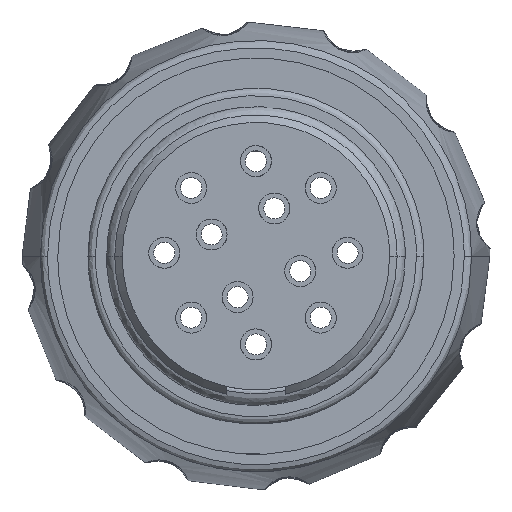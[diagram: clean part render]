
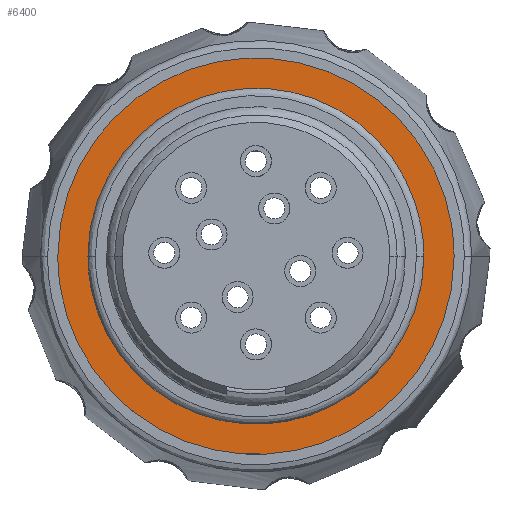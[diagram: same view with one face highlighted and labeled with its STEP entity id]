
A CAD part, left-side view. The second image highlights one B-rep face of the part: STEP entity #6400.
In plain terms, the highlighted free-form (B-spline) face has degree [1, 1] with [2, 2] control points.
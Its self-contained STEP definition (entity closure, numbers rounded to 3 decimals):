
#6369 = VERTEX_POINT('',#6370);
#6370 = CARTESIAN_POINT('',(-47.209,-6.875,
    0.));
#6375 = EDGE_CURVE('',#6376,#6369,#6378,.T.);
#6376 = VERTEX_POINT('',#6377);
#6377 = CARTESIAN_POINT('',(-47.209,6.875,0.));
#6378 = ( BOUNDED_CURVE() B_SPLINE_CURVE(2,(#6379,#6380,#6381,#6382,
#6383),.UNSPECIFIED.,.F.,.F.) B_SPLINE_CURVE_WITH_KNOTS((3,2,3),(0.,
1.571,3.142),.PIECEWISE_BEZIER_KNOTS.) CURVE() 
GEOMETRIC_REPRESENTATION_ITEM() RATIONAL_B_SPLINE_CURVE((1.,
0.707,1.,0.707,1.)) REPRESENTATION_ITEM('') );
#6379 = CARTESIAN_POINT('',(-47.209,6.875,0.));
#6380 = CARTESIAN_POINT('',(-47.209,6.875,
    6.875));
#6381 = CARTESIAN_POINT('',(-47.209,0.,
    6.875));
#6382 = CARTESIAN_POINT('',(-47.209,-6.875,
    6.875));
#6383 = CARTESIAN_POINT('',(-47.209,-6.875,
    0.));
#6400 = ADVANCED_FACE('',(#6401,#6412),#6434,.T.);
#6401 = FACE_BOUND('',#6402,.T.);
#6402 = EDGE_LOOP('',(#6403,#6404));
#6403 = ORIENTED_EDGE('',*,*,#6375,.T.);
#6404 = ORIENTED_EDGE('',*,*,#6405,.T.);
#6405 = EDGE_CURVE('',#6369,#6376,#6406,.T.);
#6406 = ( BOUNDED_CURVE() B_SPLINE_CURVE(2,(#6407,#6408,#6409,#6410,
#6411),.UNSPECIFIED.,.F.,.F.) B_SPLINE_CURVE_WITH_KNOTS((3,2,3),(
    3.142,4.712,6.283),
.PIECEWISE_BEZIER_KNOTS.) CURVE() GEOMETRIC_REPRESENTATION_ITEM() 
RATIONAL_B_SPLINE_CURVE((1.,0.707,1.,0.707,1.)) 
REPRESENTATION_ITEM('') );
#6407 = CARTESIAN_POINT('',(-47.209,-6.875,
    0.));
#6408 = CARTESIAN_POINT('',(-47.209,-6.875,
    -6.875));
#6409 = CARTESIAN_POINT('',(-47.209,0.,
    -6.875));
#6410 = CARTESIAN_POINT('',(-47.209,6.875,
    -6.875));
#6411 = CARTESIAN_POINT('',(-47.209,6.875,
    0.));
#6412 = FACE_BOUND('',#6413,.T.);
#6413 = EDGE_LOOP('',(#6414,#6426));
#6414 = ORIENTED_EDGE('',*,*,#6415,.F.);
#6415 = EDGE_CURVE('',#6416,#6418,#6420,.T.);
#6416 = VERTEX_POINT('',#6417);
#6417 = CARTESIAN_POINT('',(-47.209,8.111,0.));
#6418 = VERTEX_POINT('',#6419);
#6419 = CARTESIAN_POINT('',(-47.209,-8.111,
    0.));
#6420 = ( BOUNDED_CURVE() B_SPLINE_CURVE(2,(#6421,#6422,#6423,#6424,
#6425),.UNSPECIFIED.,.F.,.F.) B_SPLINE_CURVE_WITH_KNOTS((3,2,3),(0.,
1.571,3.142),.PIECEWISE_BEZIER_KNOTS.) CURVE() 
GEOMETRIC_REPRESENTATION_ITEM() RATIONAL_B_SPLINE_CURVE((1.,
0.707,1.,0.707,1.)) REPRESENTATION_ITEM('') );
#6421 = CARTESIAN_POINT('',(-47.209,8.111,0.));
#6422 = CARTESIAN_POINT('',(-47.209,8.111,
    8.111));
#6423 = CARTESIAN_POINT('',(-47.209,0.,
    8.111));
#6424 = CARTESIAN_POINT('',(-47.209,-8.111,
    8.111));
#6425 = CARTESIAN_POINT('',(-47.209,-8.111,
    0.));
#6426 = ORIENTED_EDGE('',*,*,#6427,.F.);
#6427 = EDGE_CURVE('',#6418,#6416,#6428,.T.);
#6428 = ( BOUNDED_CURVE() B_SPLINE_CURVE(2,(#6429,#6430,#6431,#6432,
#6433),.UNSPECIFIED.,.F.,.F.) B_SPLINE_CURVE_WITH_KNOTS((3,2,3),(
    3.142,4.712,6.283),
.PIECEWISE_BEZIER_KNOTS.) CURVE() GEOMETRIC_REPRESENTATION_ITEM() 
RATIONAL_B_SPLINE_CURVE((1.,0.707,1.,0.707,1.)) 
REPRESENTATION_ITEM('') );
#6429 = CARTESIAN_POINT('',(-47.209,-8.111,
    0.));
#6430 = CARTESIAN_POINT('',(-47.209,-8.111,
    -8.111));
#6431 = CARTESIAN_POINT('',(-47.209,0.,
    -8.111));
#6432 = CARTESIAN_POINT('',(-47.209,8.111,
    -8.111));
#6433 = CARTESIAN_POINT('',(-47.209,8.111,
    0.));
#6434 = B_SPLINE_SURFACE_WITH_KNOTS('',1,1,(
    (#6435,#6436)
    ,(#6437,#6438
    )),.UNSPECIFIED.,.F.,.F.,.F.,(2,2),(2,2),(0.,
    16.),(-8.,8.),
  .PIECEWISE_BEZIER_KNOTS.);
#6435 = CARTESIAN_POINT('',(-47.209,8.111,
    -8.111));
#6436 = CARTESIAN_POINT('',(-47.209,8.111,
    8.111));
#6437 = CARTESIAN_POINT('',(-47.209,-8.111,
    -8.111));
#6438 = CARTESIAN_POINT('',(-47.209,-8.111,
    8.111));
